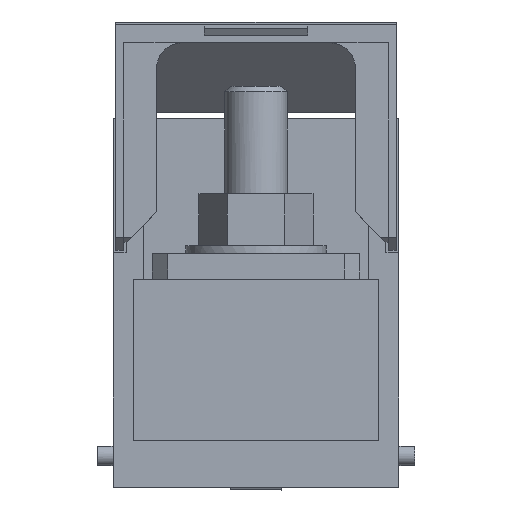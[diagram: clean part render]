
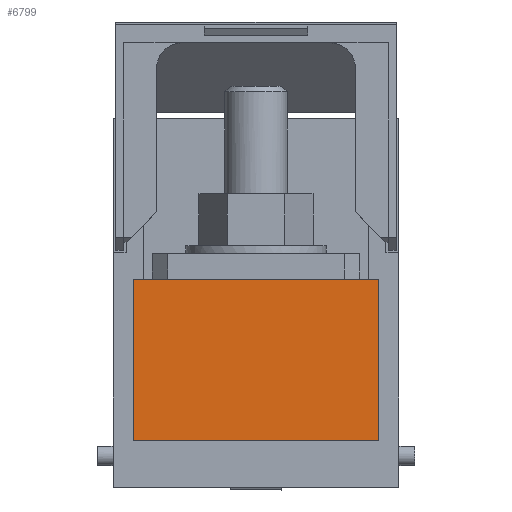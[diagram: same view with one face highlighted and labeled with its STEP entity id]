
A CAD part, front view. The second image highlights one B-rep face of the part: STEP entity #6799.
In plain terms, the highlighted planar face has unit normal (0, -1, 0).
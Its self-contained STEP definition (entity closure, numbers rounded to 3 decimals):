
#6768=AXIS2_PLACEMENT_3D('Plane Axis2P3D',#6765,#6766,#6767) ;
#5050=CARTESIAN_POINT('Vertex',(6.9,100.118,5.55)) ;
#5053=CARTESIAN_POINT('Line Origine',(6.9,100.118,23.05)) ;
#5057=CARTESIAN_POINT('Vertex',(6.9,100.118,40.55)) ;
#5599=CARTESIAN_POINT('Vertex',(54.2,100.118,40.55)) ;
#5602=CARTESIAN_POINT('Line Origine',(54.2,100.118,23.05)) ;
#5606=CARTESIAN_POINT('Vertex',(54.2,100.118,5.55)) ;
#5740=CARTESIAN_POINT('Line Origine',(51.684,100.118,40.55)) ;
#5744=CARTESIAN_POINT('Vertex',(49.168,100.118,40.55)) ;
#5747=CARTESIAN_POINT('Line Origine',(9.416,100.118,40.55)) ;
#5751=CARTESIAN_POINT('Vertex',(11.932,100.118,40.55)) ;
#6737=CARTESIAN_POINT('Line Origine',(30.55,100.118,5.55)) ;
#6765=CARTESIAN_POINT('Axis2P3D Location',(54.2,100.118,5.55)) ;
#6770=CARTESIAN_POINT('Line Origine',(49.168,100.118,40.541)) ;
#6774=CARTESIAN_POINT('Vertex',(49.168,100.118,40.532)) ;
#6777=CARTESIAN_POINT('Line Origine',(30.55,100.118,40.532)) ;
#6781=CARTESIAN_POINT('Vertex',(11.932,100.118,40.532)) ;
#6784=CARTESIAN_POINT('Line Origine',(11.932,100.118,40.541)) ;
#5054=DIRECTION('Vector Direction',(0.,0.,1.)) ;
#5603=DIRECTION('Vector Direction',(0.,0.,1.)) ;
#5741=DIRECTION('Vector Direction',(-1.,0.,0.)) ;
#5748=DIRECTION('Vector Direction',(-1.,0.,0.)) ;
#6738=DIRECTION('Vector Direction',(-1.,0.,0.)) ;
#6766=DIRECTION('Axis2P3D Direction',(0.,-1.,0.)) ;
#6767=DIRECTION('Axis2P3D XDirection',(0.,0.,-1.)) ;
#6771=DIRECTION('Vector Direction',(0.,0.,1.)) ;
#6778=DIRECTION('Vector Direction',(1.,0.,0.)) ;
#6785=DIRECTION('Vector Direction',(0.,0.,1.)) ;
#5055=VECTOR('Line Direction',#5054,1.) ;
#5604=VECTOR('Line Direction',#5603,1.) ;
#5742=VECTOR('Line Direction',#5741,1.) ;
#5749=VECTOR('Line Direction',#5748,1.) ;
#6739=VECTOR('Line Direction',#6738,1.) ;
#6772=VECTOR('Line Direction',#6771,1.) ;
#6779=VECTOR('Line Direction',#6778,1.) ;
#6786=VECTOR('Line Direction',#6785,1.) ;
#6790=ORIENTED_EDGE('',*,*,#5753,.T.) ;
#6791=ORIENTED_EDGE('',*,*,#5059,.F.) ;
#6792=ORIENTED_EDGE('',*,*,#6741,.F.) ;
#6793=ORIENTED_EDGE('',*,*,#5608,.T.) ;
#6794=ORIENTED_EDGE('',*,*,#5746,.T.) ;
#6795=ORIENTED_EDGE('',*,*,#6776,.F.) ;
#6796=ORIENTED_EDGE('',*,*,#6783,.F.) ;
#6797=ORIENTED_EDGE('',*,*,#6788,.T.) ;
#6799=ADVANCED_FACE('WFF 185_AH',(#6798),#6769,.T.) ;
#5059=EDGE_CURVE('',#5051,#5058,#5056,.T.) ;
#5608=EDGE_CURVE('',#5607,#5600,#5605,.T.) ;
#5746=EDGE_CURVE('',#5600,#5745,#5743,.T.) ;
#5753=EDGE_CURVE('',#5752,#5058,#5750,.T.) ;
#6741=EDGE_CURVE('',#5607,#5051,#6740,.T.) ;
#6776=EDGE_CURVE('',#6775,#5745,#6773,.T.) ;
#6783=EDGE_CURVE('',#6782,#6775,#6780,.T.) ;
#6788=EDGE_CURVE('',#6782,#5752,#6787,.T.) ;
#6789=EDGE_LOOP('',(#6790,#6791,#6792,#6793,#6794,#6795,#6796,#6797)) ;
#6798=FACE_OUTER_BOUND('',#6789,.T.) ;
#5056=LINE('Line',#5053,#5055) ;
#5605=LINE('Line',#5602,#5604) ;
#5743=LINE('Line',#5740,#5742) ;
#5750=LINE('Line',#5747,#5749) ;
#6740=LINE('Line',#6737,#6739) ;
#6773=LINE('Line',#6770,#6772) ;
#6780=LINE('Line',#6777,#6779) ;
#6787=LINE('Line',#6784,#6786) ;
#6769=PLANE('',#6768) ;
#5051=VERTEX_POINT('',#5050) ;
#5058=VERTEX_POINT('',#5057) ;
#5600=VERTEX_POINT('',#5599) ;
#5607=VERTEX_POINT('',#5606) ;
#5745=VERTEX_POINT('',#5744) ;
#5752=VERTEX_POINT('',#5751) ;
#6775=VERTEX_POINT('',#6774) ;
#6782=VERTEX_POINT('',#6781) ;
